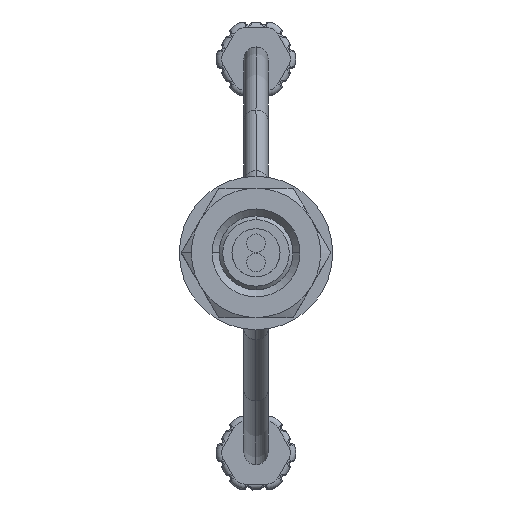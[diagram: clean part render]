
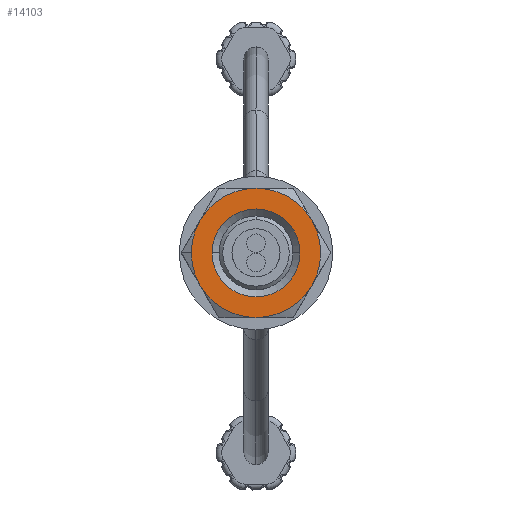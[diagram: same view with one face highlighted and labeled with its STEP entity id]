
A CAD part, top view. The second image highlights one B-rep face of the part: STEP entity #14103.
In plain terms, the highlighted planar face has unit normal (0, 0, 1).
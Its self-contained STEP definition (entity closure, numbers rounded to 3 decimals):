
#3452=CARTESIAN_POINT('',(0.,3.5,
-4.));
#3470=CARTESIAN_POINT('',(0.,0.,-4.));
#3471=DIRECTION('',(0.,0.,-1.));
#3472=DIRECTION('',(-0.866,0.5,0.));
#3473=AXIS2_PLACEMENT_3D('',#3470,#3471,#3472);
#3475=CARTESIAN_POINT('',(0.,0.,-4.));
#3476=DIRECTION('',(0.,0.,-1.));
#3477=DIRECTION('',(0.,1.,0.));
#3478=AXIS2_PLACEMENT_3D('',#3475,#3476,#3477);
#3480=CARTESIAN_POINT('',(0.,0.,-4.));
#3481=DIRECTION('',(0.,0.,-1.));
#3482=DIRECTION('',(0.866,0.5,0.));
#3483=AXIS2_PLACEMENT_3D('',#3480,#3481,#3482);
#3485=CARTESIAN_POINT('',(0.,0.,-4.));
#3486=DIRECTION('',(0.,0.,-1.));
#3487=DIRECTION('',(1.,0.,0.));
#3488=AXIS2_PLACEMENT_3D('',#3485,#3486,#3487);
#3490=CARTESIAN_POINT('',(0.,0.,-4.));
#3491=DIRECTION('',(0.,0.,-1.));
#3492=DIRECTION('',(0.866,-0.5,0.));
#3493=AXIS2_PLACEMENT_3D('',#3490,#3491,#3492);
#3495=CARTESIAN_POINT('',(0.,0.,-4.));
#3496=DIRECTION('',(0.,0.,-1.));
#3497=DIRECTION('',(0.,-1.,0.));
#3498=AXIS2_PLACEMENT_3D('',#3495,#3496,#3497);
#3500=CARTESIAN_POINT('',(0.,0.,-4.));
#3501=DIRECTION('',(0.,0.,-1.));
#3502=DIRECTION('',(-0.866,-0.5,0.));
#3503=AXIS2_PLACEMENT_3D('',#3500,#3501,#3502);
#3505=CARTESIAN_POINT('',(0.,0.,-4.));
#3506=DIRECTION('',(0.,0.,-1.));
#3507=DIRECTION('',(-1.,0.,0.));
#3508=AXIS2_PLACEMENT_3D('',#3505,#3506,#3507);
#3510=CARTESIAN_POINT('',(0.,0.,-4.));
#3511=DIRECTION('',(0.,0.,1.));
#3512=DIRECTION('',(1.,0.,0.));
#3513=AXIS2_PLACEMENT_3D('',#3510,#3511,#3512);
#3515=CARTESIAN_POINT('',(0.,0.,-4.));
#3516=DIRECTION('',(0.,0.,1.));
#3517=DIRECTION('',(-1.,0.,0.));
#3518=AXIS2_PLACEMENT_3D('',#3515,#3516,#3517);
#3520=CARTESIAN_POINT('',(-3.031,1.75,
-4.));
#3547=CARTESIAN_POINT('',(3.031,1.75,-4.));
#3574=CARTESIAN_POINT('',(0.,-3.5,
-4.));
#3592=CARTESIAN_POINT('',(-3.031,-1.75,
-4.));
#7317=VERTEX_POINT('',#3520);
#7325=VERTEX_POINT('',#3452);
#7330=VERTEX_POINT('',#3547);
#7346=VERTEX_POINT('',#3592);
#7348=VERTEX_POINT('',#3574);
#7352=CARTESIAN_POINT('',(3.5,0.,-4.));
#7353=VERTEX_POINT('',#7352);
#7354=CARTESIAN_POINT('',(3.031,-1.75,-4.));
#7355=VERTEX_POINT('',#7354);
#7356=CARTESIAN_POINT('',(-3.5,0.,-4.));
#7357=VERTEX_POINT('',#7356);
#7358=CARTESIAN_POINT('',(2.38,0.,-4.));
#7359=CARTESIAN_POINT('',(-2.38,0.,-4.));
#7360=VERTEX_POINT('',#7358);
#7361=VERTEX_POINT('',#7359);
#14075=CARTESIAN_POINT('',(0.,0.,-4.));
#14076=DIRECTION('',(0.,0.,-1.));
#14077=DIRECTION('',(-1.,0.,0.));
#14078=AXIS2_PLACEMENT_3D('',#14075,#14076,#14077);
#14079=PLANE('',#14078);
#14081=ORIENTED_EDGE('',*,*,#14080,.T.);
#14082=ORIENTED_EDGE('',*,*,#14063,.T.);
#14084=ORIENTED_EDGE('',*,*,#14083,.T.);
#14086=ORIENTED_EDGE('',*,*,#14085,.T.);
#14088=ORIENTED_EDGE('',*,*,#14087,.T.);
#14090=ORIENTED_EDGE('',*,*,#14089,.T.);
#14092=ORIENTED_EDGE('',*,*,#14091,.T.);
#14094=ORIENTED_EDGE('',*,*,#14093,.T.);
#14095=EDGE_LOOP('',(#14081,#14082,#14084,#14086,#14088,#14090,#14092,#14094));
#14096=FACE_OUTER_BOUND('',#14095,.F.);
#14098=ORIENTED_EDGE('',*,*,#14097,.T.);
#14100=ORIENTED_EDGE('',*,*,#14099,.T.);
#14101=EDGE_LOOP('',(#14098,#14100));
#14102=FACE_BOUND('',#14101,.F.);
#14103=ADVANCED_FACE('',(#14096,#14102),#14079,.F.);
#3474=CIRCLE('',#3473,3.5);
#3479=CIRCLE('',#3478,3.5);
#3484=CIRCLE('',#3483,3.5);
#3489=CIRCLE('',#3488,3.5);
#3494=CIRCLE('',#3493,3.5);
#3499=CIRCLE('',#3498,3.5);
#3504=CIRCLE('',#3503,3.5);
#3509=CIRCLE('',#3508,3.5);
#3514=CIRCLE('',#3513,2.38);
#3519=CIRCLE('',#3518,2.38);
#14063=EDGE_CURVE('',#7325,#7330,#3479,.T.);
#14080=EDGE_CURVE('',#7317,#7325,#3474,.T.);
#14083=EDGE_CURVE('',#7330,#7353,#3484,.T.);
#14085=EDGE_CURVE('',#7353,#7355,#3489,.T.);
#14087=EDGE_CURVE('',#7355,#7348,#3494,.T.);
#14089=EDGE_CURVE('',#7348,#7346,#3499,.T.);
#14091=EDGE_CURVE('',#7346,#7357,#3504,.T.);
#14093=EDGE_CURVE('',#7357,#7317,#3509,.T.);
#14097=EDGE_CURVE('',#7360,#7361,#3514,.T.);
#14099=EDGE_CURVE('',#7361,#7360,#3519,.T.);
